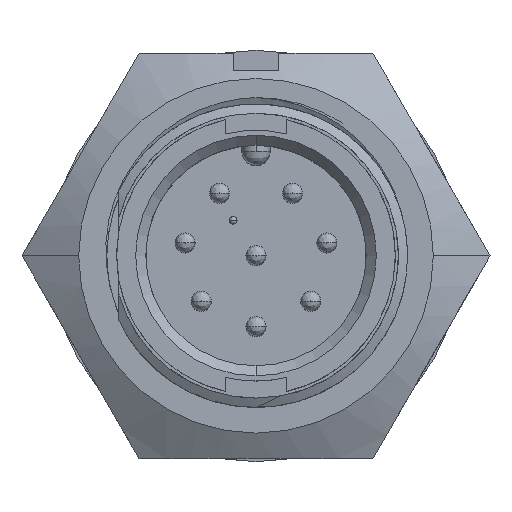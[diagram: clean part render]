
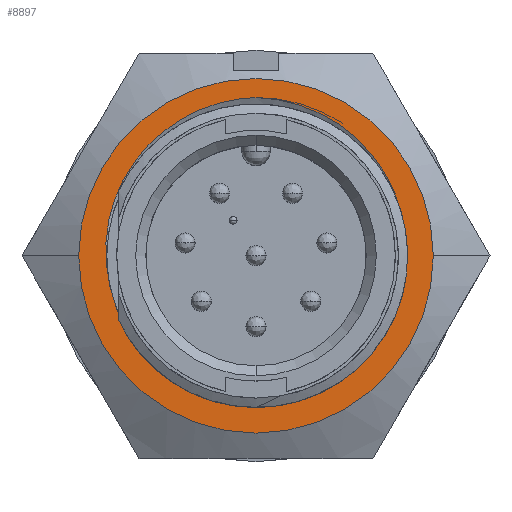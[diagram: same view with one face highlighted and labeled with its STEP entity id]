
A CAD part, top view. The second image highlights one B-rep face of the part: STEP entity #8897.
In plain terms, the highlighted planar face has unit normal (0, 0, 1).
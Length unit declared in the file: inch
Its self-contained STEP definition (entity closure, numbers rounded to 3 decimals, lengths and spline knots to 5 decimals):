
#153 = EDGE_CURVE ( 'NONE', #5299, #5845, #12034, .T. ) ;
#268 = ORIENTED_EDGE ( 'NONE', *, *, #3040, .T. ) ;
#636 = EDGE_CURVE ( 'NONE', #5845, #5299, #8755, .T. ) ;
#666 = DIRECTION ( 'NONE',  ( -1., 0., 0. ) ) ;
#678 = CARTESIAN_POINT ( 'NONE',  ( 0.14961, 0.26937, -0.319 ) ) ;
#766 = CARTESIAN_POINT ( 'NONE',  ( 0., 0.3125, -0.319 ) ) ;
#857 = CARTESIAN_POINT ( 'NONE',  ( -0.29595, -0.01345, -0.319 ) ) ;
#1058 = DIRECTION ( 'NONE',  ( -1., 0., 0. ) ) ;
#1648 = CARTESIAN_POINT ( 'NONE',  ( 0.27247, 0.12837, -0.319 ) ) ;
#1777 = CARTESIAN_POINT ( 'NONE',  ( 0.10934, 0.2897, -0.319 ) ) ;
#1922 = CARTESIAN_POINT ( 'NONE',  ( -0.29332, -0.03581, -0.319 ) ) ;
#2565 = DIRECTION ( 'NONE',  ( 0., 0., -1. ) ) ;
#2751 = CARTESIAN_POINT ( 'NONE',  ( 0.16827, 0.2572, -0.319 ) ) ;
#2970 = CARTESIAN_POINT ( 'NONE',  ( 0.28876, -0.05788, -0.319 ) ) ;
#3022 = CARTESIAN_POINT ( 'NONE',  ( -0.27709, 0.11868, -0.319 ) ) ;
#3040 = EDGE_CURVE ( 'NONE', #12387, #12840, #4353, .T. ) ;
#3047 = VERTEX_POINT ( 'NONE', #2970 ) ;
#3067 = CARTESIAN_POINT ( 'NONE',  ( -0.14898, 0.26972, -0.319 ) ) ;
#3121 = PLANE ( 'NONE',  #4431 ) ;
#3171 = CARTESIAN_POINT ( 'NONE',  ( -0.23094, -0.4, -0.319 ) ) ;
#3653 = EDGE_LOOP ( 'NONE', ( #12468, #8951, #268 ) ) ;
#3772 = CARTESIAN_POINT ( 'NONE',  ( 0.2961, 0.03103, -0.319 ) ) ;
#3848 = CARTESIAN_POINT ( 'NONE',  ( 0.02249, 0.31119, -0.319 ) ) ;
#3938 = CARTESIAN_POINT ( 'NONE',  ( 0.28397, 0.09682, -0.319 ) ) ;
#3992 = B_SPLINE_CURVE_WITH_KNOTS ( 'NONE', 3,
 ( #8079, #7072, #3848, #7955, #6948, #6030, #1777, #678, #2751, #10055, #4802, #7906, #7993, #1648, #12221, #3938, #10186, #9100, #13316, #3772, #12298, #13190, #11155, #11248 ),
 .UNSPECIFIED., .F., .F.,
 ( 4, 2, 2, 2, 2, 2, 2, 2, 2, 2, 2, 4 ),
 ( 0., 0.00086, 0.00171, 0.00343, 0.00514, 0.00686, 0.00857, 0.00943, 0.01029, 0.01115, 0.012, 0.01372 ),
 .UNSPECIFIED. ) ;
#4153 = AXIS2_PLACEMENT_3D ( 'NONE', #4993, #11130, #12136 ) ;
#4239 = AXIS2_PLACEMENT_3D ( 'NONE', #6886, #4962, #666 ) ;
#4353 = B_SPLINE_CURVE_WITH_KNOTS ( 'NONE', 3,
 ( #8135, #8301, #1922, #857, #10420, #11293, #5166, #12358, #3022, #5117, #9328, #8173, #8214, #6078, #3067, #11471, #10373, #13451, #6040, #11333 ),
 .UNSPECIFIED., .F., .F.,
 ( 4, 2, 2, 2, 2, 2, 2, 2, 2, 4 ),
 ( 0., 0.00086, 0.00171, 0.00343, 0.00514, 0.00686, 0.00857, 0.01029, 0.012, 0.01372 ),
 .UNSPECIFIED. ) ;
#4431 = AXIS2_PLACEMENT_3D ( 'NONE', #3171, #13597, #1058 ) ;
#4518 = EDGE_LOOP ( 'NONE', ( #7006, #7651 ) ) ;
#4802 = CARTESIAN_POINT ( 'NONE',  ( 0.21875, 0.2128, -0.319 ) ) ;
#4958 = EDGE_CURVE ( 'NONE', #12840, #3047, #3992, .T. ) ;
#4962 = DIRECTION ( 'NONE',  ( 0., 0., -1. ) ) ;
#4993 = CARTESIAN_POINT ( 'NONE',  ( 0., 0., -0.319 ) ) ;
#5117 = CARTESIAN_POINT ( 'NONE',  ( -0.25794, 0.15893, -0.319 ) ) ;
#5166 = CARTESIAN_POINT ( 'NONE',  ( -0.29428, 0.05361, -0.319 ) ) ;
#5299 = VERTEX_POINT ( 'NONE', #12348 ) ;
#5738 = DIRECTION ( 'NONE',  ( -1., 0., 0. ) ) ;
#5845 = VERTEX_POINT ( 'NONE', #9733 ) ;
#5985 = FACE_BOUND ( 'NONE', #3653, .T. ) ;
#6030 = CARTESIAN_POINT ( 'NONE',  ( 0.0884, 0.29754, -0.319 ) ) ;
#6040 = CARTESIAN_POINT ( 'NONE',  ( -0.02255, 0.3118, -0.319 ) ) ;
#6078 = CARTESIAN_POINT ( 'NONE',  ( -0.16771, 0.25762, -0.319 ) ) ;
#6732 = EDGE_CURVE ( 'NONE', #12387, #3047, #8792, .T. ) ;
#6886 = CARTESIAN_POINT ( 'NONE',  ( 0., 0., -0.319 ) ) ;
#6948 = CARTESIAN_POINT ( 'NONE',  ( 0.05587, 0.30584, -0.319 ) ) ;
#7006 = ORIENTED_EDGE ( 'NONE', *, *, #636, .F. ) ;
#7072 = CARTESIAN_POINT ( 'NONE',  ( 0.01128, 0.31215, -0.319 ) ) ;
#7651 = ORIENTED_EDGE ( 'NONE', *, *, #153, .F. ) ;
#7906 = CARTESIAN_POINT ( 'NONE',  ( 0.24628, 0.17775, -0.319 ) ) ;
#7955 = CARTESIAN_POINT ( 'NONE',  ( 0.04479, 0.30803, -0.319 ) ) ;
#7993 = CARTESIAN_POINT ( 'NONE',  ( 0.25801, 0.15885, -0.319 ) ) ;
#8079 = CARTESIAN_POINT ( 'NONE',  ( 0., 0.3125, -0.319 ) ) ;
#8103 = FACE_OUTER_BOUND ( 'NONE', #4518, .T. ) ;
#8135 = CARTESIAN_POINT ( 'NONE',  ( -0.28876, -0.05788, -0.319 ) ) ;
#8173 = CARTESIAN_POINT ( 'NONE',  ( -0.21833, 0.21326, -0.319 ) ) ;
#8214 = CARTESIAN_POINT ( 'NONE',  ( -0.20268, 0.22913, -0.319 ) ) ;
#8301 = CARTESIAN_POINT ( 'NONE',  ( -0.29136, -0.0469, -0.319 ) ) ;
#8755 = CIRCLE ( 'NONE', #13114, 0.35 ) ;
#8792 = CIRCLE ( 'NONE', #4153, 0.2945 ) ;
#8897 = ADVANCED_FACE ( 'NONE', ( #8103, #5985 ), #3121, .F. ) ;
#8951 = ORIENTED_EDGE ( 'NONE', *, *, #6732, .F. ) ;
#9100 = CARTESIAN_POINT ( 'NONE',  ( 0.29184, 0.06439, -0.319 ) ) ;
#9328 = CARTESIAN_POINT ( 'NONE',  ( -0.24592, 0.17827, -0.319 ) ) ;
#9414 = CARTESIAN_POINT ( 'NONE',  ( -0.28876, -0.05788, -0.319 ) ) ;
#9733 = CARTESIAN_POINT ( 'NONE',  ( -0.35, 0., -0.319 ) ) ;
#10055 = CARTESIAN_POINT ( 'NONE',  ( 0.20277, 0.22902, -0.319 ) ) ;
#10186 = CARTESIAN_POINT ( 'NONE',  ( 0.28699, 0.08612, -0.319 ) ) ;
#10373 = CARTESIAN_POINT ( 'NONE',  ( -0.08787, 0.29771, -0.319 ) ) ;
#10420 = CARTESIAN_POINT ( 'NONE',  ( -0.29661, -0.00217, -0.319 ) ) ;
#11130 = DIRECTION ( 'NONE',  ( 0., 0., 1. ) ) ;
#11155 = CARTESIAN_POINT ( 'NONE',  ( 0.29396, -0.03591, -0.319 ) ) ;
#11248 = CARTESIAN_POINT ( 'NONE',  ( 0.28876, -0.05788, -0.319 ) ) ;
#11293 = CARTESIAN_POINT ( 'NONE',  ( -0.29669, 0.03139, -0.319 ) ) ;
#11333 = CARTESIAN_POINT ( 'NONE',  ( 0., 0.3125, -0.319 ) ) ;
#11471 = CARTESIAN_POINT ( 'NONE',  ( -0.10919, 0.28975, -0.319 ) ) ;
#12034 = CIRCLE ( 'NONE', #4239, 0.35 ) ;
#12036 = CARTESIAN_POINT ( 'NONE',  ( 0., 0., -0.319 ) ) ;
#12136 = DIRECTION ( 'NONE',  ( 1., 0., 0. ) ) ;
#12221 = CARTESIAN_POINT ( 'NONE',  ( 0.27672, 0.11792, -0.319 ) ) ;
#12298 = CARTESIAN_POINT ( 'NONE',  ( 0.29668, 0.01975, -0.319 ) ) ;
#12348 = CARTESIAN_POINT ( 'NONE',  ( 0.35, 0., -0.319 ) ) ;
#12358 = CARTESIAN_POINT ( 'NONE',  ( -0.28439, 0.09763, -0.319 ) ) ;
#12387 = VERTEX_POINT ( 'NONE', #9414 ) ;
#12468 = ORIENTED_EDGE ( 'NONE', *, *, #4958, .T. ) ;
#12840 = VERTEX_POINT ( 'NONE', #766 ) ;
#13114 = AXIS2_PLACEMENT_3D ( 'NONE', #12036, #2565, #5738 ) ;
#13190 = CARTESIAN_POINT ( 'NONE',  ( 0.29655, -0.01376, -0.319 ) ) ;
#13316 = CARTESIAN_POINT ( 'NONE',  ( 0.29367, 0.05338, -0.319 ) ) ;
#13451 = CARTESIAN_POINT ( 'NONE',  ( -0.04463, 0.30867, -0.319 ) ) ;
#13597 = DIRECTION ( 'NONE',  ( 0., 0., -1. ) ) ;
